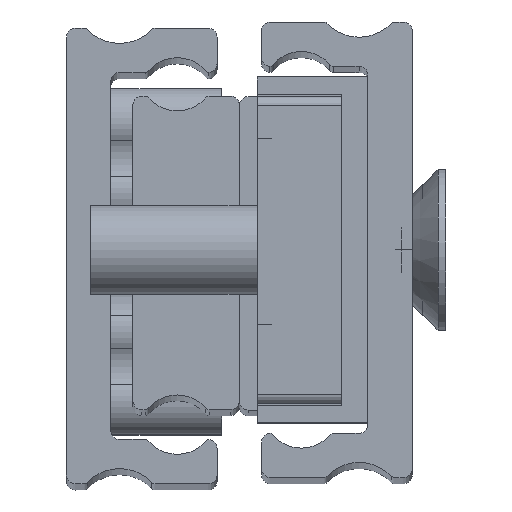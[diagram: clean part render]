
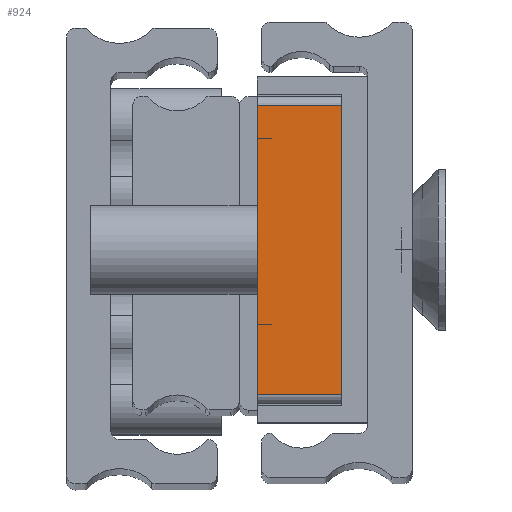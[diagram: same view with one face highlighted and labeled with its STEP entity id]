
A CAD part, top view. The second image highlights one B-rep face of the part: STEP entity #924.
In plain terms, the highlighted face is planar.
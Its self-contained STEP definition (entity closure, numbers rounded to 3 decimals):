
#768 = CARTESIAN_POINT ( 'NONE',  ( 1552.998, 588.159, 0. ) ) ;
#924 = ADVANCED_FACE ( 'NONE', ( #2842 ), #4167, .F. ) ;
#1040 = ORIENTED_EDGE ( 'NONE', *, *, #5994, .F. ) ;
#1095 = CARTESIAN_POINT ( 'NONE',  ( 1585.598, 588.159, 9.5 ) ) ;
#1146 = CARTESIAN_POINT ( 'NONE',  ( 1585.598, 588.159, 9.5 ) ) ;
#1242 = LINE ( 'NONE', #2459, #7050 ) ;
#1742 = VERTEX_POINT ( 'NONE', #1095 ) ;
#1911 = ORIENTED_EDGE ( 'NONE', *, *, #5556, .F. ) ;
#1984 = VECTOR ( 'NONE', #6748, 1000. ) ;
#2278 = LINE ( 'NONE', #7412, #1984 ) ;
#2459 = CARTESIAN_POINT ( 'NONE',  ( 1552.998, 588.159, 9.5 ) ) ;
#2661 = VERTEX_POINT ( 'NONE', #5626 ) ;
#2842 = FACE_OUTER_BOUND ( 'NONE', #7243, .T. ) ;
#2959 = CARTESIAN_POINT ( 'NONE',  ( 0., 588.159, 9.5 ) ) ;
#3620 = EDGE_CURVE ( 'NONE', #5760, #4563, #2278, .T. ) ;
#4151 = CARTESIAN_POINT ( 'NONE',  ( 0., 588.159, 9.5 ) ) ;
#4167 = PLANE ( 'NONE',  #7105 ) ;
#4331 = CARTESIAN_POINT ( 'NONE',  ( 1585.598, 588.159, 0. ) ) ;
#4563 = VERTEX_POINT ( 'NONE', #4331 ) ;
#5556 = EDGE_CURVE ( 'NONE', #4563, #1742, #6139, .T. ) ;
#5607 = DIRECTION ( 'NONE',  ( 0., 0., 1. ) ) ;
#5626 = CARTESIAN_POINT ( 'NONE',  ( 1552.998, 588.159, 9.5 ) ) ;
#5760 = VERTEX_POINT ( 'NONE', #768 ) ;
#5994 = EDGE_CURVE ( 'NONE', #1742, #2661, #6712, .T. ) ;
#6139 = LINE ( 'NONE', #1146, #6499 ) ;
#6355 = DIRECTION ( 'NONE',  ( 0., 0., -1. ) ) ;
#6499 = VECTOR ( 'NONE', #5607, 1000. ) ;
#6517 = EDGE_CURVE ( 'NONE', #2661, #5760, #1242, .T. ) ;
#6712 = LINE ( 'NONE', #4151, #7576 ) ;
#6748 = DIRECTION ( 'NONE',  ( 1., 0., 0. ) ) ;
#7050 = VECTOR ( 'NONE', #6355, 1000. ) ;
#7105 = AXIS2_PLACEMENT_3D ( 'NONE', #2959, #7896, #7937 ) ;
#7243 = EDGE_LOOP ( 'NONE', ( #7745, #1040, #1911, #7760 ) ) ;
#7376 = DIRECTION ( 'NONE',  ( -1., 0., 0. ) ) ;
#7412 = CARTESIAN_POINT ( 'NONE',  ( 0., 588.159, 0. ) ) ;
#7576 = VECTOR ( 'NONE', #7376, 1000. ) ;
#7745 = ORIENTED_EDGE ( 'NONE', *, *, #6517, .F. ) ;
#7760 = ORIENTED_EDGE ( 'NONE', *, *, #3620, .F. ) ;
#7896 = DIRECTION ( 'NONE',  ( 0., -1., 0. ) ) ;
#7937 = DIRECTION ( 'NONE',  ( 0., 0., -1. ) ) ;
